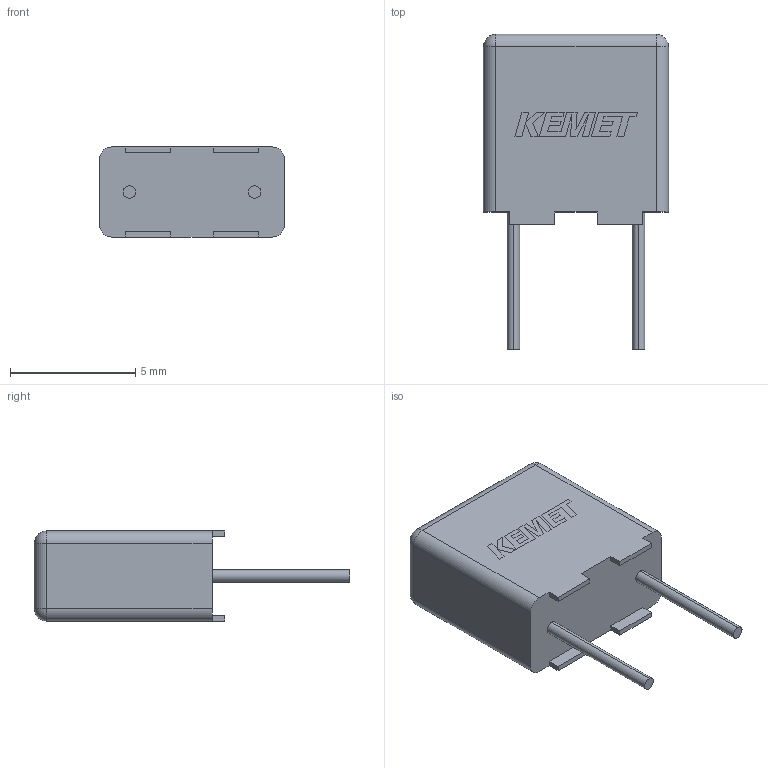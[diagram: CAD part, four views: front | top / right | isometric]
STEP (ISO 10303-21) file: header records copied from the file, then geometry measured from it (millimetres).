
FILE_DESCRIPTION (( 'STEP AP214' ), '1' );
FILE_NAME ('CFRTabSqr7.4x7.6x3.6_L7.4H7.6T3.6S5F0.5.STEP', '2016-06-28T15:22:32', ( '' ), ( '' ), 'SwSTEP 2.0', 'SolidWorks 2014', '' );
FILE_SCHEMA (( 'AUTOMOTIVE_DESIGN' ));
Length unit declared in the file: millimetre
Products named in the file (1): CFRTabSqr7.4x7.6x3.6_L7.4H7.6T3.6S5F0.5
Bounding box: 7.4 x 12.6 x 3.6 mm (x, y, z)
Volume: 189.4 mm3; surface area: 229.3 mm2
Topology: 4 solids, 4 shells, 97 faces, 253 edges, 162 vertices
Faces by surface type: plane 81, cylinder 12, sphere 4
Entity records: 3579 total; most frequent: CARTESIAN_POINT 509, ORIENTED_EDGE 498, DIRECTION 469, EDGE_CURVE 249, LINE 225, VECTOR 225, VERTEX_POINT 162, AXIS2_PLACEMENT_3D 122
